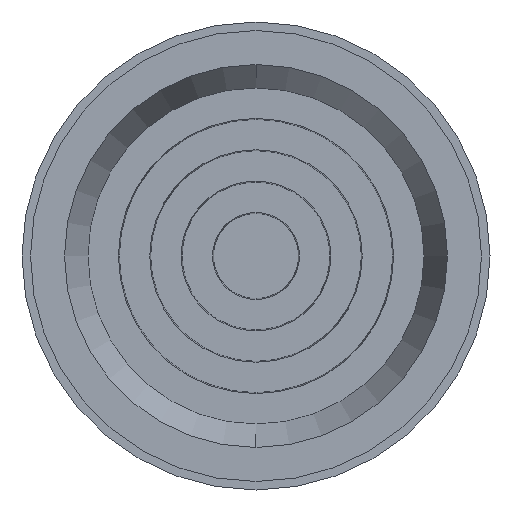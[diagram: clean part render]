
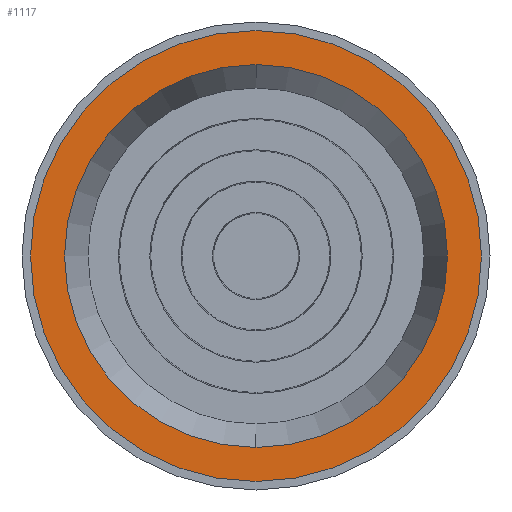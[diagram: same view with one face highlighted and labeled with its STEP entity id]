
A CAD part, left-side view. The second image highlights one B-rep face of the part: STEP entity #1117.
In plain terms, the highlighted planar face has unit normal (-1, 0, 0).
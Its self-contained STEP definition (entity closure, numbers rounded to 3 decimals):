
#21 = VERTEX_POINT ( 'NONE', #1118 ) ;
#50 = ORIENTED_EDGE ( 'NONE', *, *, #1113, .F. ) ;
#76 = AXIS2_PLACEMENT_3D ( 'NONE', #198, #193, #121 ) ;
#79 = CARTESIAN_POINT ( 'NONE',  ( -11.5, 0., 0. ) ) ;
#83 = EDGE_CURVE ( 'NONE', #21, #894, #657, .T. ) ;
#101 = EDGE_CURVE ( 'NONE', #894, #21, #440, .T. ) ;
#121 = DIRECTION ( 'NONE',  ( 0., 0., 1. ) ) ;
#167 = DIRECTION ( 'NONE',  ( 0., 1., 0. ) ) ;
#193 = DIRECTION ( 'NONE',  ( -1., 0., 0. ) ) ;
#198 = CARTESIAN_POINT ( 'NONE',  ( -11.5, 0., 0. ) ) ;
#217 = EDGE_CURVE ( 'NONE', #1050, #648, #315, .T. ) ;
#253 = FACE_BOUND ( 'NONE', #870, .T. ) ;
#256 = DIRECTION ( 'NONE',  ( 0., -1., 0. ) ) ;
#266 = DIRECTION ( 'NONE',  ( 1., 0., 0. ) ) ;
#315 = CIRCLE ( 'NONE', #433, 26.5 ) ;
#335 = CARTESIAN_POINT ( 'NONE',  ( -11.5, 0., 22.5 ) ) ;
#364 = ORIENTED_EDGE ( 'NONE', *, *, #217, .F. ) ;
#375 = AXIS2_PLACEMENT_3D ( 'NONE', #79, #722, #167 ) ;
#433 = AXIS2_PLACEMENT_3D ( 'NONE', #654, #266, #728 ) ;
#440 = CIRCLE ( 'NONE', #76, 22.5 ) ;
#472 = DIRECTION ( 'NONE',  ( 0., 0., 1. ) ) ;
#477 = DIRECTION ( 'NONE',  ( -1., 0., 0. ) ) ;
#481 = CARTESIAN_POINT ( 'NONE',  ( -11.5, 0., 0. ) ) ;
#520 = EDGE_LOOP ( 'NONE', ( #364, #50 ) ) ;
#561 = AXIS2_PLACEMENT_3D ( 'NONE', #633, #818, #256 ) ;
#582 = ORIENTED_EDGE ( 'NONE', *, *, #83, .F. ) ;
#633 = CARTESIAN_POINT ( 'NONE',  ( -11.5, 26.5, 0. ) ) ;
#648 = VERTEX_POINT ( 'NONE', #783 ) ;
#654 = CARTESIAN_POINT ( 'NONE',  ( -11.5, 0., 0. ) ) ;
#657 = CIRCLE ( 'NONE', #1138, 22.5 ) ;
#714 = CARTESIAN_POINT ( 'NONE',  ( -11.5, 26.5, 0. ) ) ;
#722 = DIRECTION ( 'NONE',  ( 1., 0., 0. ) ) ;
#728 = DIRECTION ( 'NONE',  ( 0., 1., 0. ) ) ;
#751 = FACE_OUTER_BOUND ( 'NONE', #520, .T. ) ;
#783 = CARTESIAN_POINT ( 'NONE',  ( -11.5, -26.5, 0. ) ) ;
#818 = DIRECTION ( 'NONE',  ( -1., 0., 0. ) ) ;
#839 = CIRCLE ( 'NONE', #375, 26.5 ) ;
#870 = EDGE_LOOP ( 'NONE', ( #958, #582 ) ) ;
#894 = VERTEX_POINT ( 'NONE', #335 ) ;
#958 = ORIENTED_EDGE ( 'NONE', *, *, #101, .F. ) ;
#1050 = VERTEX_POINT ( 'NONE', #714 ) ;
#1089 = PLANE ( 'NONE',  #561 ) ;
#1113 = EDGE_CURVE ( 'NONE', #648, #1050, #839, .T. ) ;
#1117 = ADVANCED_FACE ( 'NONE', ( #751, #253 ), #1089, .T. ) ;
#1118 = CARTESIAN_POINT ( 'NONE',  ( -11.5, 0., -22.5 ) ) ;
#1138 = AXIS2_PLACEMENT_3D ( 'NONE', #481, #477, #472 ) ;
